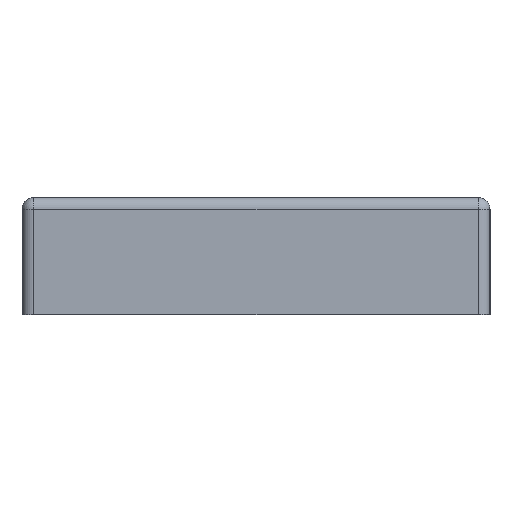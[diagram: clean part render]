
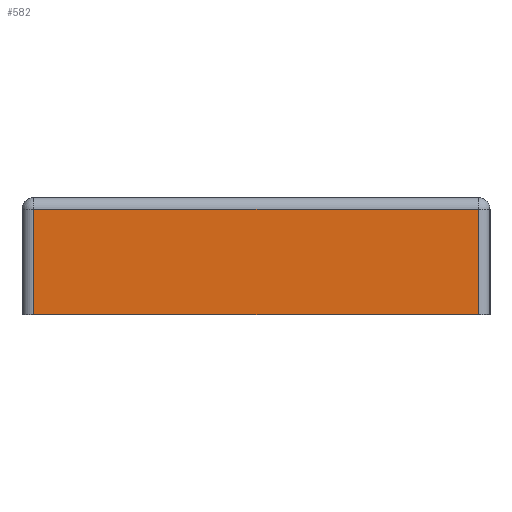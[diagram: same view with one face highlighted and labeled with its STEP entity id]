
A CAD part, left-side view. The second image highlights one B-rep face of the part: STEP entity #582.
In plain terms, the highlighted planar face has unit normal (-1, 0, 0).
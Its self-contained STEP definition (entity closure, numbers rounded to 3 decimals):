
#109=DIRECTION('',(0.,1.,0.));
#110=VECTOR('',#109,76.);
#111=CARTESIAN_POINT('',(-350.,-38.,18.));
#112=LINE('',#111,#110);
#117=DIRECTION('',(0.,1.,0.));
#118=VECTOR('',#117,76.);
#119=CARTESIAN_POINT('',(-350.,-38.,0.));
#120=LINE('',#119,#118);
#121=DIRECTION('',(0.,0.,1.));
#122=VECTOR('',#121,18.);
#123=CARTESIAN_POINT('',(-350.,-38.,0.));
#124=LINE('',#123,#122);
#183=DIRECTION('',(0.,0.,-1.));
#184=VECTOR('',#183,18.);
#185=CARTESIAN_POINT('',(-350.,38.,18.));
#186=LINE('',#185,#184);
#335=CARTESIAN_POINT('',(-350.,38.,0.));
#336=VERTEX_POINT('',#335);
#337=CARTESIAN_POINT('',(-350.,-38.,0.));
#338=VERTEX_POINT('',#337);
#397=CARTESIAN_POINT('',(-350.,-38.,18.));
#398=CARTESIAN_POINT('',(-350.,38.,18.));
#399=VERTEX_POINT('',#397);
#400=VERTEX_POINT('',#398);
#569=CARTESIAN_POINT('',(-350.,40.,0.));
#570=DIRECTION('',(-1.,0.,0.));
#571=DIRECTION('',(0.,-1.,0.));
#572=AXIS2_PLACEMENT_3D('',#569,#570,#571);
#573=PLANE('',#572);
#574=ORIENTED_EDGE('',*,*,#559,.F.);
#576=ORIENTED_EDGE('',*,*,#575,.F.);
#577=ORIENTED_EDGE('',*,*,#465,.T.);
#579=ORIENTED_EDGE('',*,*,#578,.F.);
#580=EDGE_LOOP('',(#574,#576,#577,#579));
#581=FACE_OUTER_BOUND('',#580,.F.);
#582=ADVANCED_FACE('',(#581),#573,.T.);
#465=EDGE_CURVE('',#338,#336,#120,.T.);
#559=EDGE_CURVE('',#399,#400,#112,.T.);
#575=EDGE_CURVE('',#338,#399,#124,.T.);
#578=EDGE_CURVE('',#400,#336,#186,.T.);
